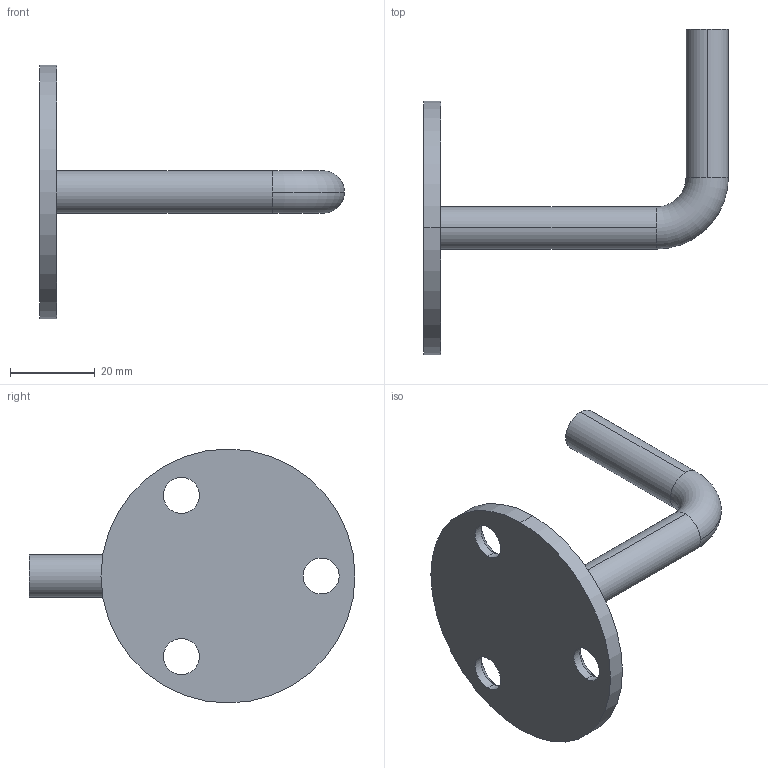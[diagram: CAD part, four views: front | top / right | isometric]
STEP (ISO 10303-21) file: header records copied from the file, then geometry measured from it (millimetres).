
FILE_DESCRIPTION (( 'STEP AP203' ), '1' );
FILE_NAME ('3D_GW2522_60x3_188670210.STEP', '2024-09-26T09:23:36', ( '' ), ( '' ), 'SwSTEP 2.0', 'SolidWorks 2024', '' );
FILE_SCHEMA (( 'CONFIG_CONTROL_DESIGN' ));
Length unit declared in the file: millimetre
Products named in the file (1): 3D_GW2522_60x3_188670210
Bounding box: 72 x 77 x 60 mm (x, y, z)
Volume: 18678.3 mm3; surface area: 9604.5 mm2
Topology: 1 solids, 1 shells, 23 faces, 54 edges, 34 vertices
Faces by surface type: cylinder 12, cone 6, plane 3, torus 2
Entity records: 765 total; most frequent: DIRECTION 138, CARTESIAN_POINT 112, ORIENTED_EDGE 108, AXIS2_PLACEMENT_3D 60, EDGE_CURVE 54, CIRCLE 36, VERTEX_POINT 34, EDGE_LOOP 30
